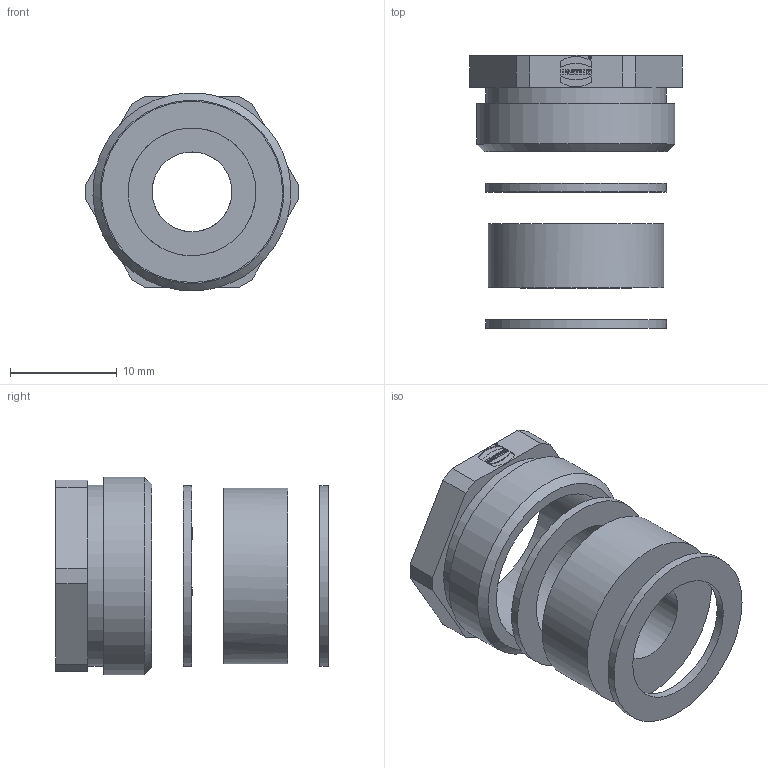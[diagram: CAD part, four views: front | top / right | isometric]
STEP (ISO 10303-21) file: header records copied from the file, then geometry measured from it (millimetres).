
FILE_DESCRIPTION(( 'HARTING HARTING HARTING HARTING HARTING HARTING HARTING HARTING HARTING', 'This Document is valid for Parts No. 09 00 000 5013'),'2;1');
FILE_NAME('MD_09000005013_R413074.stp', '2009-06-30T14:44:28',('ITIS-4b'),('HARTING KGaA, D-32339 Espelkamp'), 'I-DEAS Master Series 10','HP-UNIX','Yes');
FILE_SCHEMA(('AUTOMOTIVE_DESIGN { 1 0 10303 214 1 1 1 1 }'));
Length unit declared in the file: millimetre
Products named in the file (1): MD 09 00 000 5013
Bounding box: 19.95 x 25.6 x 18.58 mm (x, y, z)
Volume: 2009.9 mm3; surface area: 2619.3 mm2
Topology: 4 solids, 4 shells, 136 faces, 332 edges, 221 vertices
Faces by surface type: bspline 136
Entity records: 4457 total; most frequent: CARTESIAN_POINT 2121, ORIENTED_EDGE 664, EDGE_CURVE 332, VERTEX_POINT 221, QUASI_UNIFORM_CURVE 191, OVER_RIDING_STYLED_ITEM 190, EDGE_LOOP 161, FACE_OUTER_BOUND 136
